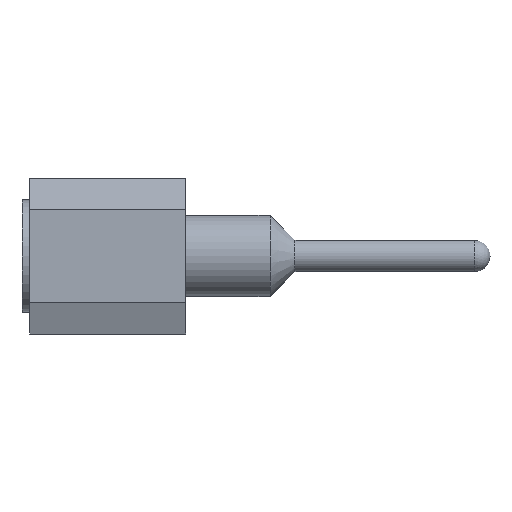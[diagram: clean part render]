
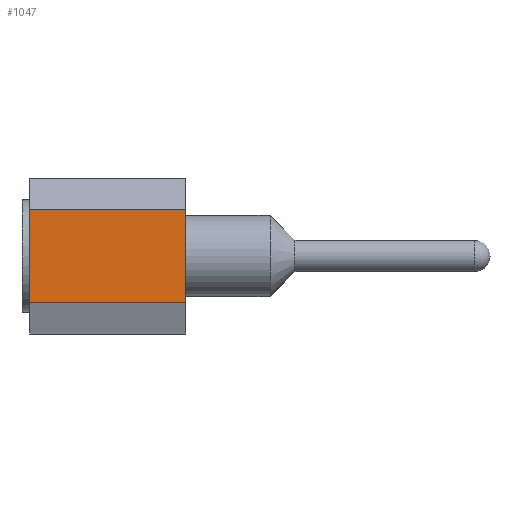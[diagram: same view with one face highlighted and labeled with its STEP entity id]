
A CAD part, left-side view. The second image highlights one B-rep face of the part: STEP entity #1047.
In plain terms, the highlighted planar face has unit normal (-1, 0, 0).
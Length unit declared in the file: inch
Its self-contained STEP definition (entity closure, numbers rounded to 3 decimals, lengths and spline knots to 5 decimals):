
#124=ORIENTED_EDGE('',*,*,#386,.T.);
#125=ORIENTED_EDGE('',*,*,#387,.T.);
#126=ORIENTED_EDGE('',*,*,#388,.F.);
#127=ORIENTED_EDGE('',*,*,#389,.F.);
#386=EDGE_CURVE('',#517,#518,#617,.T.);
#387=EDGE_CURVE('',#518,#519,#618,.T.);
#388=EDGE_CURVE('',#520,#519,#619,.T.);
#389=EDGE_CURVE('',#517,#520,#620,.T.);
#517=VERTEX_POINT('',#1597);
#518=VERTEX_POINT('',#1598);
#519=VERTEX_POINT('',#1600);
#520=VERTEX_POINT('',#1602);
#617=LINE('',#1596,#713);
#618=LINE('',#1599,#714);
#619=LINE('',#1601,#715);
#620=LINE('',#1603,#716);
#713=VECTOR('',#1273,39.37008);
#714=VECTOR('',#1274,39.37008);
#715=VECTOR('',#1275,39.37008);
#716=VECTOR('',#1276,39.37008);
#794=EDGE_LOOP('',(#124,#125,#126,#127));
#898=FACE_BOUND('',#794,.T.);
#1003=PLANE('',#1138);
#1047=ADVANCED_FACE('',(#898),#1003,.F.);
#1138=AXIS2_PLACEMENT_3D('',#1595,#1271,#1272);
#1271=DIRECTION('',(1.,0.,0.));
#1272=DIRECTION('',(0.,0.,-1.));
#1273=DIRECTION('',(0.,-1.,0.));
#1274=DIRECTION('',(0.,0.,1.));
#1275=DIRECTION('',(0.,-1.,0.));
#1276=DIRECTION('',(0.,0.,1.));
#1595=CARTESIAN_POINT('',(0.,0.07,-0.05));
#1596=CARTESIAN_POINT('',(0.,0.1,-0.03));
#1597=CARTESIAN_POINT('',(0.,0.1,-0.03));
#1598=CARTESIAN_POINT('',(0.,0.,-0.03));
#1599=CARTESIAN_POINT('',(0.,0.,-0.05));
#1600=CARTESIAN_POINT('',(0.,0.,0.03));
#1601=CARTESIAN_POINT('',(0.,0.1,0.03));
#1602=CARTESIAN_POINT('',(0.,0.1,0.03));
#1603=CARTESIAN_POINT('',(0.,0.1,-0.05));
